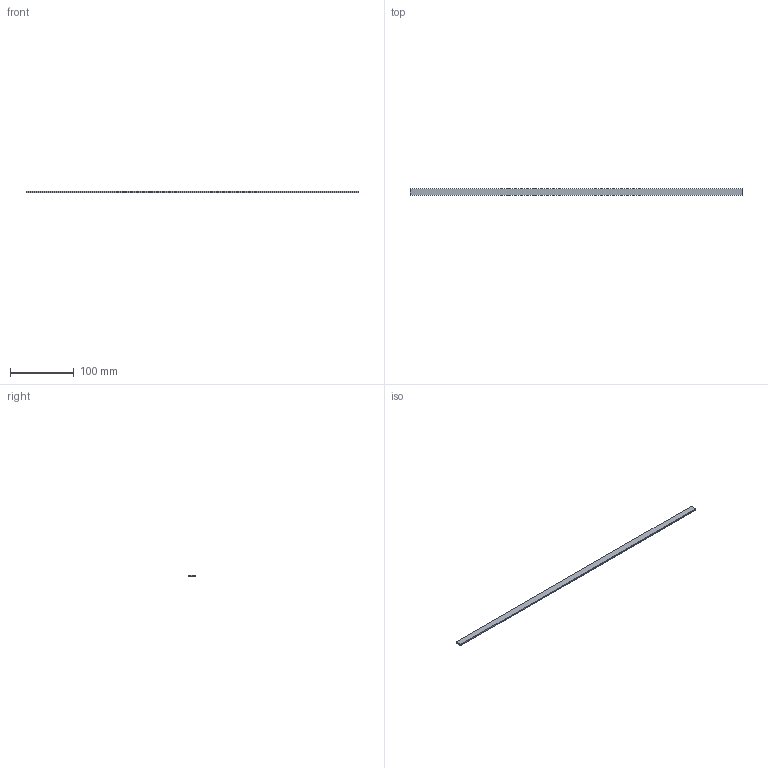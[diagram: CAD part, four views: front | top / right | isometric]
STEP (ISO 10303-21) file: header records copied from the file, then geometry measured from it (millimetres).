
FILE_DESCRIPTION((''),'2;1');
FILE_NAME('1371006-01-Z01','2023-08-09T10:47:15',('a75642'),(''),'CREO PARAMETRIC BY PTC INC, 2022162','CREO PARAMETRIC BY PTC INC, 2022162','');
FILE_SCHEMA(('AUTOMOTIVE_DESIGN { 1 0 10303 214 1 1 1 1 }'));
Length unit declared in the file: millimetre
Products named in the file (1): 1371006-01-Z01
Bounding box: 520 x 10 x 2.64 mm (x, y, z)
Volume: 13395.2 mm3; surface area: 13197.1 mm2
Topology: 1 solids, 1 shells, 10 faces, 233 edges, 228 vertices
Faces by surface type: plane 10
Entity records: 2399 total; most frequent: CARTESIAN_POINT 262, DIRECTION 255, PRESENTATION_STYLE_ASSIGNMENT 234, STYLED_ITEM 234, VECTOR 233, LINE 233, CURVE_STYLE 233, TRIMMED_CURVE 209
